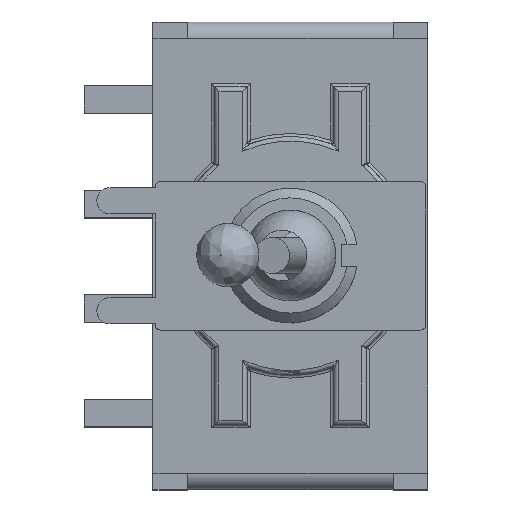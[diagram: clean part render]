
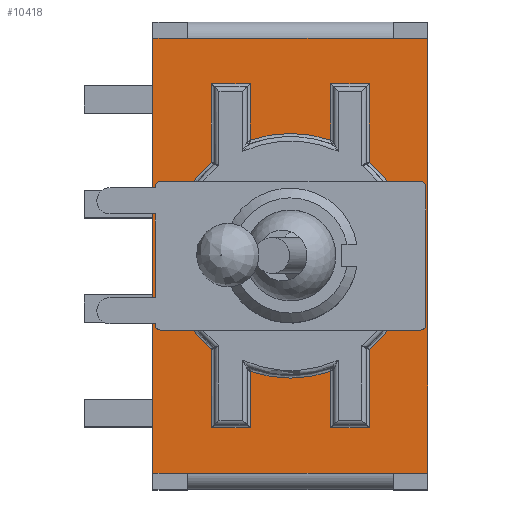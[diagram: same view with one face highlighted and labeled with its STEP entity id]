
A CAD part, top view. The second image highlights one B-rep face of the part: STEP entity #10418.
In plain terms, the highlighted planar face has unit normal (0, 0, 1).
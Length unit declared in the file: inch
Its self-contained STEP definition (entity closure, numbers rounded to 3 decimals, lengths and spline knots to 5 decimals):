
#144=FACE_BOUND('',#1550,.T.);
#928=FACE_OUTER_BOUND('',#1549,.T.);
#1549=EDGE_LOOP('',(#9205,#9206,#9207,#9208,#9209,#9210,#9211,#9212));
#1550=EDGE_LOOP('',(#9213,#9214,#9215,#9216,#9217,#9218,#9219,#9220,#9221,
#9222,#9223,#9224,#9225,#9226,#9227,#9228));
#2526=LINE('',#16916,#3621);
#2527=LINE('',#16921,#3622);
#2533=LINE('',#16934,#3628);
#2535=LINE('',#16937,#3630);
#2536=LINE('',#16939,#3631);
#2538=LINE('',#16944,#3633);
#2541=LINE('',#16948,#3636);
#2544=LINE('',#16952,#3639);
#2677=LINE('',#17292,#3772);
#2678=LINE('',#17294,#3773);
#2679=LINE('',#17298,#3774);
#2680=LINE('',#17300,#3775);
#2681=LINE('',#17302,#3776);
#2682=LINE('',#17306,#3777);
#2683=LINE('',#17308,#3778);
#2684=LINE('',#17310,#3779);
#2685=LINE('',#17314,#3780);
#2686=LINE('',#17316,#3781);
#2687=LINE('',#17318,#3782);
#2688=LINE('',#17321,#3783);
#3621=VECTOR('',#13886,0.3937);
#3622=VECTOR('',#13891,0.3937);
#3628=VECTOR('',#13907,0.3937);
#3630=VECTOR('',#13911,0.3937);
#3631=VECTOR('',#13914,0.3937);
#3633=VECTOR('',#13918,0.3937);
#3636=VECTOR('',#13923,0.3937);
#3639=VECTOR('',#13928,0.3937);
#3772=VECTOR('',#14221,0.3937);
#3773=VECTOR('',#14222,0.3937);
#3774=VECTOR('',#14225,0.3937);
#3775=VECTOR('',#14226,0.3937);
#3776=VECTOR('',#14227,0.3937);
#3777=VECTOR('',#14230,0.3937);
#3778=VECTOR('',#14231,0.3937);
#3779=VECTOR('',#14232,0.3937);
#3780=VECTOR('',#14235,0.3937);
#3781=VECTOR('',#14236,0.3937);
#3782=VECTOR('',#14237,0.3937);
#3783=VECTOR('',#14240,0.3937);
#4069=CIRCLE('',#11365,0.22244);
#4070=CIRCLE('',#11366,0.22244);
#4071=CIRCLE('',#11367,0.22244);
#4072=CIRCLE('',#11368,0.22244);
#4870=VERTEX_POINT('',#16912);
#4871=VERTEX_POINT('',#16914);
#4872=VERTEX_POINT('',#16918);
#4873=VERTEX_POINT('',#16920);
#4874=VERTEX_POINT('',#16931);
#4875=VERTEX_POINT('',#16933);
#4876=VERTEX_POINT('',#16942);
#4877=VERTEX_POINT('',#16943);
#4975=VERTEX_POINT('',#17290);
#4976=VERTEX_POINT('',#17291);
#4977=VERTEX_POINT('',#17293);
#4978=VERTEX_POINT('',#17295);
#4979=VERTEX_POINT('',#17297);
#4980=VERTEX_POINT('',#17299);
#4981=VERTEX_POINT('',#17301);
#4982=VERTEX_POINT('',#17303);
#4983=VERTEX_POINT('',#17305);
#4984=VERTEX_POINT('',#17307);
#4985=VERTEX_POINT('',#17309);
#4986=VERTEX_POINT('',#17311);
#4987=VERTEX_POINT('',#17313);
#4988=VERTEX_POINT('',#17315);
#4989=VERTEX_POINT('',#17317);
#4990=VERTEX_POINT('',#17319);
#6229=EDGE_CURVE('',#4871,#4870,#2526,.T.);
#6231=EDGE_CURVE('',#4873,#4872,#2527,.T.);
#6238=EDGE_CURVE('',#4875,#4874,#2533,.T.);
#6240=EDGE_CURVE('',#4873,#4874,#2535,.T.);
#6241=EDGE_CURVE('',#4871,#4875,#2536,.T.);
#6243=EDGE_CURVE('',#4876,#4877,#2538,.T.);
#6246=EDGE_CURVE('',#4872,#4876,#2541,.T.);
#6249=EDGE_CURVE('',#4870,#4877,#2544,.T.);
#6405=EDGE_CURVE('',#4975,#4976,#2677,.T.);
#6406=EDGE_CURVE('',#4977,#4975,#2678,.T.);
#6407=EDGE_CURVE('',#4978,#4977,#4069,.T.);
#6408=EDGE_CURVE('',#4979,#4978,#2679,.T.);
#6409=EDGE_CURVE('',#4980,#4979,#2680,.T.);
#6410=EDGE_CURVE('',#4981,#4980,#2681,.T.);
#6411=EDGE_CURVE('',#4982,#4981,#4070,.T.);
#6412=EDGE_CURVE('',#4983,#4982,#2682,.T.);
#6413=EDGE_CURVE('',#4984,#4983,#2683,.T.);
#6414=EDGE_CURVE('',#4985,#4984,#2684,.T.);
#6415=EDGE_CURVE('',#4986,#4985,#4071,.T.);
#6416=EDGE_CURVE('',#4987,#4986,#2685,.T.);
#6417=EDGE_CURVE('',#4988,#4987,#2686,.T.);
#6418=EDGE_CURVE('',#4989,#4988,#2687,.T.);
#6419=EDGE_CURVE('',#4990,#4989,#4072,.T.);
#6420=EDGE_CURVE('',#4976,#4990,#2688,.T.);
#9205=ORIENTED_EDGE('',*,*,#6229,.F.);
#9206=ORIENTED_EDGE('',*,*,#6241,.T.);
#9207=ORIENTED_EDGE('',*,*,#6238,.T.);
#9208=ORIENTED_EDGE('',*,*,#6240,.F.);
#9209=ORIENTED_EDGE('',*,*,#6231,.T.);
#9210=ORIENTED_EDGE('',*,*,#6246,.T.);
#9211=ORIENTED_EDGE('',*,*,#6243,.T.);
#9212=ORIENTED_EDGE('',*,*,#6249,.F.);
#9213=ORIENTED_EDGE('',*,*,#6405,.F.);
#9214=ORIENTED_EDGE('',*,*,#6406,.F.);
#9215=ORIENTED_EDGE('',*,*,#6407,.F.);
#9216=ORIENTED_EDGE('',*,*,#6408,.F.);
#9217=ORIENTED_EDGE('',*,*,#6409,.F.);
#9218=ORIENTED_EDGE('',*,*,#6410,.F.);
#9219=ORIENTED_EDGE('',*,*,#6411,.F.);
#9220=ORIENTED_EDGE('',*,*,#6412,.F.);
#9221=ORIENTED_EDGE('',*,*,#6413,.F.);
#9222=ORIENTED_EDGE('',*,*,#6414,.F.);
#9223=ORIENTED_EDGE('',*,*,#6415,.F.);
#9224=ORIENTED_EDGE('',*,*,#6416,.F.);
#9225=ORIENTED_EDGE('',*,*,#6417,.F.);
#9226=ORIENTED_EDGE('',*,*,#6418,.F.);
#9227=ORIENTED_EDGE('',*,*,#6419,.F.);
#9228=ORIENTED_EDGE('',*,*,#6420,.F.);
#9873=PLANE('',#11364);
#10418=ADVANCED_FACE('',(#928,#144),#9873,.T.);
#11364=AXIS2_PLACEMENT_3D('',#17289,#14219,#14220);
#11365=AXIS2_PLACEMENT_3D('',#17296,#14223,#14224);
#11366=AXIS2_PLACEMENT_3D('',#17304,#14228,#14229);
#11367=AXIS2_PLACEMENT_3D('',#17312,#14233,#14234);
#11368=AXIS2_PLACEMENT_3D('',#17320,#14238,#14239);
#13886=DIRECTION('',(-1.,0.,0.));
#13891=DIRECTION('',(-1.,0.,0.));
#13907=DIRECTION('',(0.,1.,0.));
#13911=DIRECTION('',(1.,0.,0.));
#13914=DIRECTION('',(1.,0.,0.));
#13918=DIRECTION('',(0.,-1.,0.));
#13923=DIRECTION('',(-1.,0.,0.));
#13928=DIRECTION('',(-1.,0.,0.));
#14219=DIRECTION('center_axis',(0.,0.,
1.));
#14220=DIRECTION('ref_axis',(1.,0.,0.));
#14221=DIRECTION('',(-1.,0.,0.));
#14222=DIRECTION('',(0.,1.,0.));
#14223=DIRECTION('center_axis',(0.,0.,
1.));
#14224=DIRECTION('ref_axis',(0.,1.,0.));
#14225=DIRECTION('',(0.,-1.,0.));
#14226=DIRECTION('',(-1.,0.,0.));
#14227=DIRECTION('',(0.,1.,0.));
#14228=DIRECTION('center_axis',(0.,0.,
1.));
#14229=DIRECTION('ref_axis',(1.,0.,0.));
#14230=DIRECTION('',(0.,1.,0.));
#14231=DIRECTION('',(1.,0.,0.));
#14232=DIRECTION('',(0.,-1.,0.));
#14233=DIRECTION('center_axis',(0.,0.,
1.));
#14234=DIRECTION('ref_axis',(0.,-1.,0.));
#14235=DIRECTION('',(0.,1.,0.));
#14236=DIRECTION('',(1.,0.,0.));
#14237=DIRECTION('',(0.,-1.,0.));
#14238=DIRECTION('center_axis',(0.,0.,
1.));
#14239=DIRECTION('ref_axis',(-1.,0.,0.));
#14240=DIRECTION('',(0.,-1.,0.));
#16912=CARTESIAN_POINT('',(-0.18701,-0.39508,0.41496));
#16914=CARTESIAN_POINT('',(0.18701,-0.39508,0.41496));
#16916=CARTESIAN_POINT('',(0.,-0.39508,0.41496));
#16918=CARTESIAN_POINT('',(-0.18701,0.39508,0.41496));
#16920=CARTESIAN_POINT('',(0.18701,0.39508,0.41496));
#16921=CARTESIAN_POINT('',(0.,0.39508,0.41496));
#16931=CARTESIAN_POINT('',(0.25,0.39508,0.41496));
#16933=CARTESIAN_POINT('',(0.25,-0.39508,0.41496));
#16934=CARTESIAN_POINT('',(0.25,0.39508,0.41496));
#16937=CARTESIAN_POINT('',(0.18701,0.39508,0.41496));
#16939=CARTESIAN_POINT('',(0.18701,-0.39508,0.41496));
#16942=CARTESIAN_POINT('',(-0.25,0.39508,0.41496));
#16943=CARTESIAN_POINT('',(-0.25,-0.39508,0.41496));
#16944=CARTESIAN_POINT('',(-0.25,-0.39508,0.41496));
#16948=CARTESIAN_POINT('',(-0.18701,0.39508,0.41496));
#16952=CARTESIAN_POINT('',(-0.18701,-0.39508,0.41496));
#17289=CARTESIAN_POINT('Origin',(0.,0.39508,
0.41496));
#17290=CARTESIAN_POINT('',(-0.07283,0.31299,0.41496));
#17291=CARTESIAN_POINT('',(-0.1437,0.31299,0.41496));
#17292=CARTESIAN_POINT('',(-0.0689,0.31299,0.41496));
#17293=CARTESIAN_POINT('',(-0.07283,0.21018,0.41496));
#17294=CARTESIAN_POINT('',(-0.07283,0.35108,0.41496));
#17295=CARTESIAN_POINT('',(0.07283,0.21018,0.41496));
#17296=CARTESIAN_POINT('Origin',(0.,0.,
0.41496));
#17297=CARTESIAN_POINT('',(0.07283,0.31299,0.41496));
#17298=CARTESIAN_POINT('',(0.07283,0.2984,0.41496));
#17299=CARTESIAN_POINT('',(0.1437,0.31299,0.41496));
#17300=CARTESIAN_POINT('',(0.03937,0.31299,0.41496));
#17301=CARTESIAN_POINT('',(0.1437,0.16979,0.41496));
#17302=CARTESIAN_POINT('',(0.1437,0.35108,0.41496));
#17303=CARTESIAN_POINT('',(0.1437,-0.16979,0.41496));
#17304=CARTESIAN_POINT('Origin',(0.,0.,
0.41496));
#17305=CARTESIAN_POINT('',(0.1437,-0.31299,0.41496));
#17306=CARTESIAN_POINT('',(0.1437,0.11402,0.41496));
#17307=CARTESIAN_POINT('',(0.07283,-0.31299,0.41496));
#17308=CARTESIAN_POINT('',(0.0689,-0.31299,0.41496));
#17309=CARTESIAN_POINT('',(0.07283,-0.21018,0.41496));
#17310=CARTESIAN_POINT('',(0.07283,0.044,0.41496));
#17311=CARTESIAN_POINT('',(-0.07283,-0.21018,0.41496));
#17312=CARTESIAN_POINT('Origin',(0.,0.,
0.41496));
#17313=CARTESIAN_POINT('',(-0.07283,-0.31299,0.41496));
#17314=CARTESIAN_POINT('',(-0.07283,0.09668,0.41496));
#17315=CARTESIAN_POINT('',(-0.1437,-0.31299,0.41496));
#17316=CARTESIAN_POINT('',(-0.03937,-0.31299,0.41496));
#17317=CARTESIAN_POINT('',(-0.1437,-0.16979,0.41496));
#17318=CARTESIAN_POINT('',(-0.1437,0.044,0.41496));
#17319=CARTESIAN_POINT('',(-0.1437,0.16979,0.41496));
#17320=CARTESIAN_POINT('Origin',(0.,0.,
0.41496));
#17321=CARTESIAN_POINT('',(-0.1437,0.28106,0.41496));
